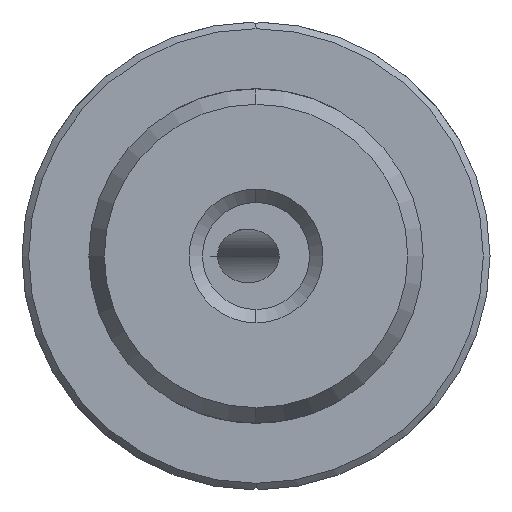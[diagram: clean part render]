
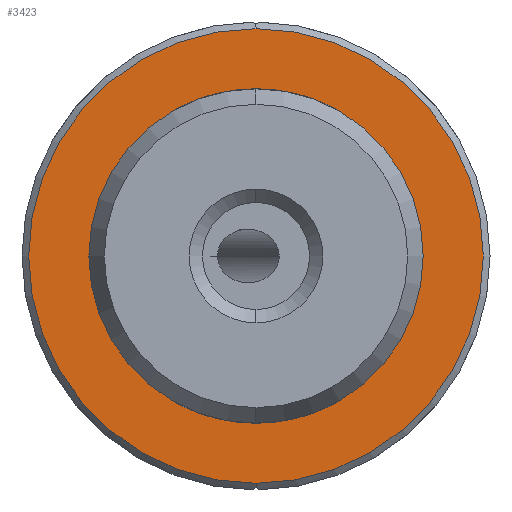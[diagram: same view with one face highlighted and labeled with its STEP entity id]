
A CAD part, left-side view. The second image highlights one B-rep face of the part: STEP entity #3423.
In plain terms, the highlighted planar face has unit normal (-1, 0, 0).
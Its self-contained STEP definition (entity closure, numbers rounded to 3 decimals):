
#5 = AXIS2_PLACEMENT_3D ( 'NONE', #1954, #300, #1421 ) ;
#23 = CARTESIAN_POINT ( 'NONE',  ( -170., 0., 0. ) ) ;
#76 = AXIS2_PLACEMENT_3D ( 'NONE', #2996, #1008, #3514 ) ;
#277 = DIRECTION ( 'NONE',  ( 0., 0., 1. ) ) ;
#300 = DIRECTION ( 'NONE',  ( -1., 0., 0. ) ) ;
#325 = EDGE_LOOP ( 'NONE', ( #2688, #2684 ) ) ;
#375 = AXIS2_PLACEMENT_3D ( 'NONE', #2442, #1381, #277 ) ;
#631 = EDGE_CURVE ( 'NONE', #1085, #1247, #2395, .T. ) ;
#649 = EDGE_CURVE ( 'NONE', #1247, #1085, #2121, .T. ) ;
#694 = EDGE_CURVE ( 'NONE', #2613, #825, #2181, .T. ) ;
#760 = CARTESIAN_POINT ( 'NONE',  ( -170., 17.5, 0. ) ) ;
#825 = VERTEX_POINT ( 'NONE', #1511 ) ;
#1008 = DIRECTION ( 'NONE',  ( -1., 0., 0. ) ) ;
#1039 = PLANE ( 'NONE',  #2247 ) ;
#1085 = VERTEX_POINT ( 'NONE', #3331 ) ;
#1115 = DIRECTION ( 'NONE',  ( -1., 0., 0. ) ) ;
#1157 = EDGE_LOOP ( 'NONE', ( #2640, #2631 ) ) ;
#1166 = DIRECTION ( 'NONE',  ( 1., 0., 0. ) ) ;
#1247 = VERTEX_POINT ( 'NONE', #2136 ) ;
#1381 = DIRECTION ( 'NONE',  ( -1., 0., 0. ) ) ;
#1421 = DIRECTION ( 'NONE',  ( 0., 0., -1. ) ) ;
#1503 = FACE_OUTER_BOUND ( 'NONE', #1157, .T. ) ;
#1511 = CARTESIAN_POINT ( 'NONE',  ( -170., 0., 17. ) ) ;
#1554 = CARTESIAN_POINT ( 'NONE',  ( -170., 0., -17. ) ) ;
#1629 = CIRCLE ( 'NONE', #5, 17. ) ;
#1954 = CARTESIAN_POINT ( 'NONE',  ( -170., 0., 0. ) ) ;
#2017 = AXIS2_PLACEMENT_3D ( 'NONE', #23, #1115, #2257 ) ;
#2121 = CIRCLE ( 'NONE', #76, 12.5 ) ;
#2136 = CARTESIAN_POINT ( 'NONE',  ( -170., 0., 12.5 ) ) ;
#2181 = CIRCLE ( 'NONE', #2017, 17. ) ;
#2247 = AXIS2_PLACEMENT_3D ( 'NONE', #760, #1166, #3358 ) ;
#2257 = DIRECTION ( 'NONE',  ( 0., 0., -1. ) ) ;
#2349 = EDGE_CURVE ( 'NONE', #825, #2613, #1629, .T. ) ;
#2395 = CIRCLE ( 'NONE', #375, 12.5 ) ;
#2442 = CARTESIAN_POINT ( 'NONE',  ( -170., 0., 0. ) ) ;
#2516 = FACE_BOUND ( 'NONE', #325, .T. ) ;
#2613 = VERTEX_POINT ( 'NONE', #1554 ) ;
#2631 = ORIENTED_EDGE ( 'NONE', *, *, #2349, .T. ) ;
#2640 = ORIENTED_EDGE ( 'NONE', *, *, #694, .T. ) ;
#2684 = ORIENTED_EDGE ( 'NONE', *, *, #631, .F. ) ;
#2688 = ORIENTED_EDGE ( 'NONE', *, *, #649, .F. ) ;
#2996 = CARTESIAN_POINT ( 'NONE',  ( -170., 0., 0. ) ) ;
#3331 = CARTESIAN_POINT ( 'NONE',  ( -170., 0., -12.5 ) ) ;
#3358 = DIRECTION ( 'NONE',  ( 0., 0., -1. ) ) ;
#3423 = ADVANCED_FACE ( 'NONE', ( #1503, #2516 ), #1039, .F. ) ;
#3514 = DIRECTION ( 'NONE',  ( 0., 0., 1. ) ) ;
